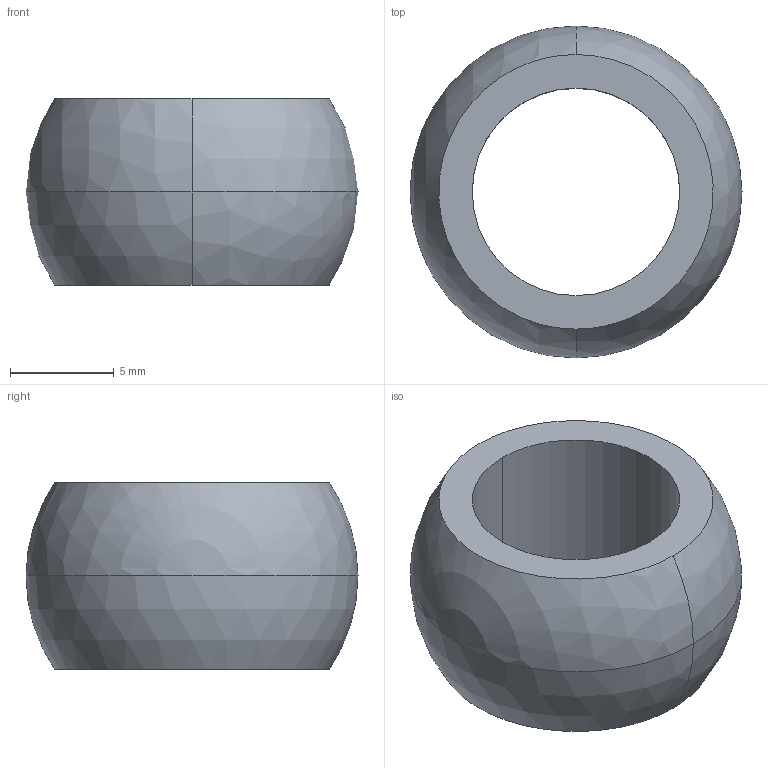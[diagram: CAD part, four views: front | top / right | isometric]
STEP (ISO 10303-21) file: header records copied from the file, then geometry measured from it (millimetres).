
FILE_DESCRIPTION (( 'STEP AP203' ), '1' );
FILE_NAME ('efom-10_01_默认_sldprt.STEP', '2023-11-30T22:28:47', ( '' ), ( '' ), 'SwSTEP 2.0', 'SolidWorks 2023', '' );
FILE_SCHEMA (( 'CONFIG_CONTROL_DESIGN' ));
Length unit declared in the file: millimetre
Products named in the file (1): efom-10_01_默认_sldprt
Bounding box: 16 x 16 x 9 mm (x, y, z)
Volume: 913.9 mm3; surface area: 854.1 mm2
Topology: 1 solids, 1 shells, 8 faces, 20 edges, 12 vertices
Faces by surface type: sphere 4, cylinder 2, plane 2
Entity records: 699 total; most frequent: CARTESIAN_POINT 447, DIRECTION 40, ORIENTED_EDGE 32, AXIS2_PLACEMENT_3D 19, EDGE_CURVE 16, CIRCLE 10, EDGE_LOOP 10, VERTEX_POINT 10
